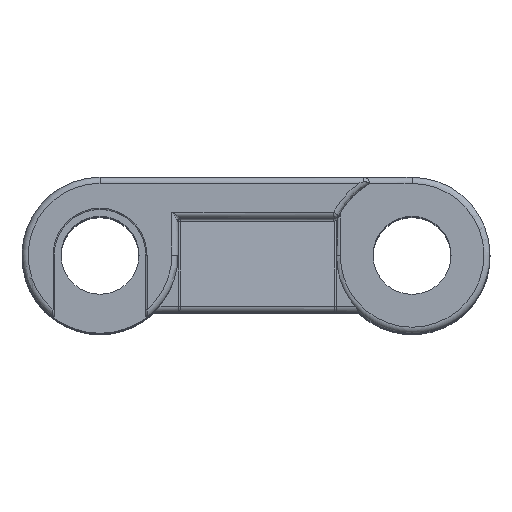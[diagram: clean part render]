
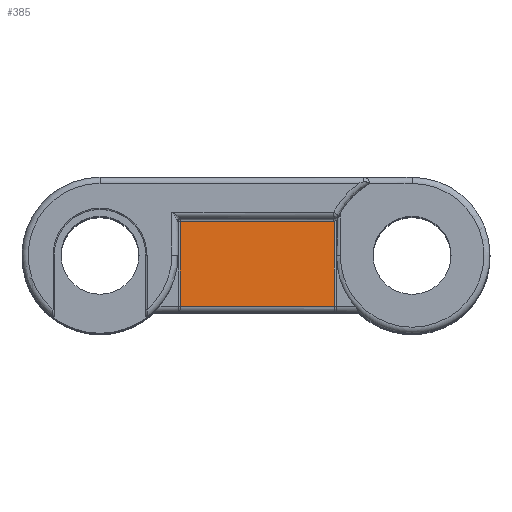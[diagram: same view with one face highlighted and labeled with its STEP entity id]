
A CAD part, top view. The second image highlights one B-rep face of the part: STEP entity #385.
In plain terms, the highlighted planar face has unit normal (0.153, -0.018, 0.988).
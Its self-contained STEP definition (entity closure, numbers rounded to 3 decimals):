
#379 = CARTESIAN_POINT ( 'NONE',  ( 6.371, 2.756, 31.483 ) ) ;
#385 = ADVANCED_FACE ( 'NONE', ( #9980 ), #8928, .T. ) ;
#490 = CARTESIAN_POINT ( 'NONE',  ( 6.325, 2.754, 31.49 ) ) ;
#1250 = ORIENTED_EDGE ( 'NONE', *, *, #8226, .T. ) ;
#2366 = CARTESIAN_POINT ( 'NONE',  ( 6.375, -4.159, 31.36 ) ) ;
#2600 = LINE ( 'NONE', #11136, #10815 ) ;
#2631 = DIRECTION ( 'NONE',  ( 0.153, -0.017, 0.988 ) ) ;
#2959 =( BOUNDED_CURVE ( )  B_SPLINE_CURVE ( 3, ( #10951, #379, #13064, #7654 ),
 .UNSPECIFIED., .F., .F. ) 
 B_SPLINE_CURVE_WITH_KNOTS ( ( 4, 4 ),
 ( 4.492, 4.599 ),
 .UNSPECIFIED. ) 
 CURVE ( )  GEOMETRIC_REPRESENTATION_ITEM ( )  RATIONAL_B_SPLINE_CURVE ( ( 1., 0.999, 0.999, 1. ) ) 
 REPRESENTATION_ITEM ( '' )  );
#3327 = VERTEX_POINT ( 'NONE', #6790 ) ;
#3337 = EDGE_CURVE ( 'NONE', #9170, #6870, #2600, .T. ) ;
#3576 = EDGE_LOOP ( 'NONE', ( #13663, #9851, #6120, #6221, #1250 ) ) ;
#4863 = DIRECTION ( 'NONE',  ( 0.988, 0., -0.153 ) ) ;
#5256 = CARTESIAN_POINT ( 'NONE',  ( 6.374, -4.65, 31.352 ) ) ;
#5802 = DIRECTION ( 'NONE',  ( -0.988, 0., 0.153 ) ) ;
#5820 = VECTOR ( 'NONE', #13724, 1000. ) ;
#6120 = ORIENTED_EDGE ( 'NONE', *, *, #3337, .T. ) ;
#6221 = ORIENTED_EDGE ( 'NONE', *, *, #13151, .T. ) ;
#6790 = CARTESIAN_POINT ( 'NONE',  ( -6.172, -4.159, 33.307 ) ) ;
#6830 = DIRECTION ( 'NONE',  ( -0.003, -1., -0.017 ) ) ;
#6870 = VERTEX_POINT ( 'NONE', #9523 ) ;
#7291 = AXIS2_PLACEMENT_3D ( 'NONE', #7941, #2631, #4863 ) ;
#7654 = CARTESIAN_POINT ( 'NONE',  ( 6.325, 2.754, 31.49 ) ) ;
#7941 = CARTESIAN_POINT ( 'NONE',  ( -6.174, -4.65, 33.298 ) ) ;
#8226 = EDGE_CURVE ( 'NONE', #3327, #9728, #9448, .T. ) ;
#8928 = PLANE ( 'NONE',  #7291 ) ;
#9170 = VERTEX_POINT ( 'NONE', #490 ) ;
#9286 = EDGE_CURVE ( 'NONE', #11643, #9728, #13521, .T. ) ;
#9448 = LINE ( 'NONE', #10287, #5820 ) ;
#9523 = CARTESIAN_POINT ( 'NONE',  ( -6.154, 2.754, 33.426 ) ) ;
#9728 = VERTEX_POINT ( 'NONE', #2366 ) ;
#9851 = ORIENTED_EDGE ( 'NONE', *, *, #10242, .T. ) ;
#9980 = FACE_OUTER_BOUND ( 'NONE', #3576, .T. ) ;
#9982 = CARTESIAN_POINT ( 'NONE',  ( -6.174, -4.65, 33.298 ) ) ;
#10242 = EDGE_CURVE ( 'NONE', #11643, #9170, #2959, .T. ) ;
#10287 = CARTESIAN_POINT ( 'NONE',  ( 6.375, -4.159, 31.36 ) ) ;
#10815 = VECTOR ( 'NONE', #5802, 1000. ) ;
#10951 = CARTESIAN_POINT ( 'NONE',  ( 6.394, 2.758, 31.48 ) ) ;
#10996 = VECTOR ( 'NONE', #12615, 1000. ) ;
#11136 = CARTESIAN_POINT ( 'NONE',  ( -6.154, 2.754, 33.426 ) ) ;
#11643 = VERTEX_POINT ( 'NONE', #12793 ) ;
#12406 = VECTOR ( 'NONE', #6830, 1000. ) ;
#12615 = DIRECTION ( 'NONE',  ( -0.003, -1., -0.017 ) ) ;
#12793 = CARTESIAN_POINT ( 'NONE',  ( 6.394, 2.758, 31.48 ) ) ;
#12992 = LINE ( 'NONE', #9982, #12406 ) ;
#13064 = CARTESIAN_POINT ( 'NONE',  ( 6.348, 2.754, 31.487 ) ) ;
#13151 = EDGE_CURVE ( 'NONE', #6870, #3327, #12992, .T. ) ;
#13521 = LINE ( 'NONE', #5256, #10996 ) ;
#13663 = ORIENTED_EDGE ( 'NONE', *, *, #9286, .F. ) ;
#13724 = DIRECTION ( 'NONE',  ( 0.988, 0., -0.153 ) ) ;
